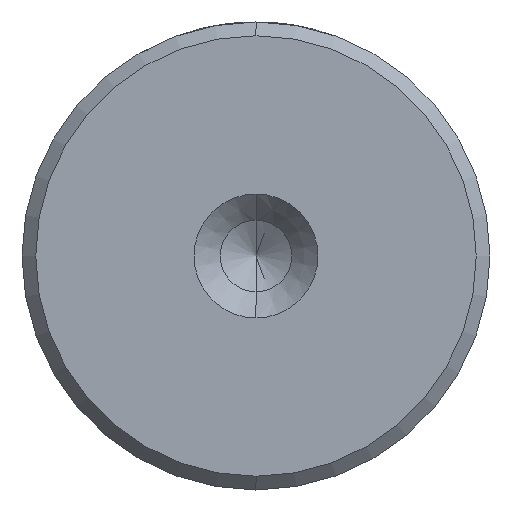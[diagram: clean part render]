
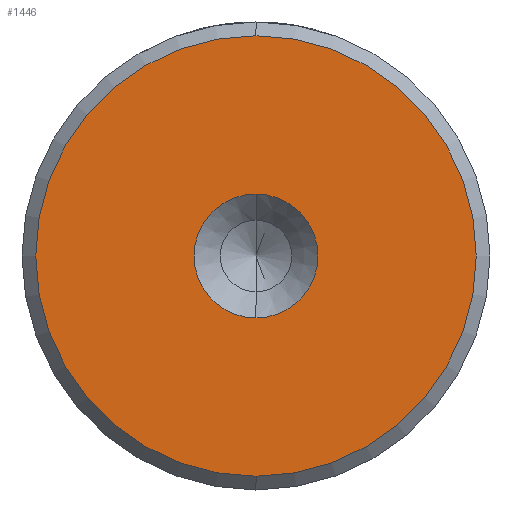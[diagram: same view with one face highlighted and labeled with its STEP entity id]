
A CAD part, left-side view. The second image highlights one B-rep face of the part: STEP entity #1446.
In plain terms, the highlighted planar face has unit normal (-1, 0, 0).
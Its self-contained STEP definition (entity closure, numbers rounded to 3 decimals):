
#85 = EDGE_CURVE ( 'NONE', #960, #2075, #1316, .T. ) ;
#97 = DIRECTION ( 'NONE',  ( -1., 0., 0. ) ) ;
#199 = DIRECTION ( 'NONE',  ( -1., 0., 0. ) ) ;
#301 = VERTEX_POINT ( 'NONE', #1236 ) ;
#374 = AXIS2_PLACEMENT_3D ( 'NONE', #1559, #199, #1792 ) ;
#384 = DIRECTION ( 'NONE',  ( 0., 0., 1. ) ) ;
#396 = DIRECTION ( 'NONE',  ( -1., 0., 0. ) ) ;
#399 = CARTESIAN_POINT ( 'NONE',  ( 0., 0., 0. ) ) ;
#436 = CARTESIAN_POINT ( 'NONE',  ( 0., 0., 8. ) ) ;
#601 = CIRCLE ( 'NONE', #2294, 2.25 ) ;
#608 = DIRECTION ( 'NONE',  ( 0., 0., 1. ) ) ;
#699 = ORIENTED_EDGE ( 'NONE', *, *, #85, .F. ) ;
#734 = CIRCLE ( 'NONE', #1345, 8. ) ;
#940 = EDGE_LOOP ( 'NONE', ( #1520, #2886 ) ) ;
#960 = VERTEX_POINT ( 'NONE', #1410 ) ;
#998 = DIRECTION ( 'NONE',  ( -1., 0., 0. ) ) ;
#1058 = AXIS2_PLACEMENT_3D ( 'NONE', #399, #396, #384 ) ;
#1099 = CIRCLE ( 'NONE', #374, 8. ) ;
#1236 = CARTESIAN_POINT ( 'NONE',  ( 0., 0., -8. ) ) ;
#1241 = CARTESIAN_POINT ( 'NONE',  ( 0., 0., 2.25 ) ) ;
#1284 = EDGE_CURVE ( 'NONE', #2075, #960, #601, .T. ) ;
#1316 = CIRCLE ( 'NONE', #1058, 2.25 ) ;
#1345 = AXIS2_PLACEMENT_3D ( 'NONE', #1460, #97, #1695 ) ;
#1410 = CARTESIAN_POINT ( 'NONE',  ( 0., 0., -2.25 ) ) ;
#1440 = FACE_OUTER_BOUND ( 'NONE', #940, .T. ) ;
#1446 = ADVANCED_FACE ( 'NONE', ( #1440, #2542 ), #2598, .T. ) ;
#1460 = CARTESIAN_POINT ( 'NONE',  ( 0., 0., 0. ) ) ;
#1498 = AXIS2_PLACEMENT_3D ( 'NONE', #1734, #1949, #608 ) ;
#1520 = ORIENTED_EDGE ( 'NONE', *, *, #1586, .T. ) ;
#1559 = CARTESIAN_POINT ( 'NONE',  ( 0., 0., 0. ) ) ;
#1586 = EDGE_CURVE ( 'NONE', #301, #1602, #1099, .T. ) ;
#1602 = VERTEX_POINT ( 'NONE', #436 ) ;
#1695 = DIRECTION ( 'NONE',  ( 0., 0., 1. ) ) ;
#1734 = CARTESIAN_POINT ( 'NONE',  ( 0., 0., 0. ) ) ;
#1792 = DIRECTION ( 'NONE',  ( 0., 0., 1. ) ) ;
#1882 = EDGE_LOOP ( 'NONE', ( #2519, #699 ) ) ;
#1949 = DIRECTION ( 'NONE',  ( -1., 0., 0. ) ) ;
#2060 = EDGE_CURVE ( 'NONE', #1602, #301, #734, .T. ) ;
#2075 = VERTEX_POINT ( 'NONE', #1241 ) ;
#2294 = AXIS2_PLACEMENT_3D ( 'NONE', #2334, #998, #2548 ) ;
#2334 = CARTESIAN_POINT ( 'NONE',  ( 0., 0., 0. ) ) ;
#2519 = ORIENTED_EDGE ( 'NONE', *, *, #1284, .F. ) ;
#2542 = FACE_BOUND ( 'NONE', #1882, .T. ) ;
#2548 = DIRECTION ( 'NONE',  ( 0., 0., 1. ) ) ;
#2598 = PLANE ( 'NONE',  #1498 ) ;
#2886 = ORIENTED_EDGE ( 'NONE', *, *, #2060, .T. ) ;
